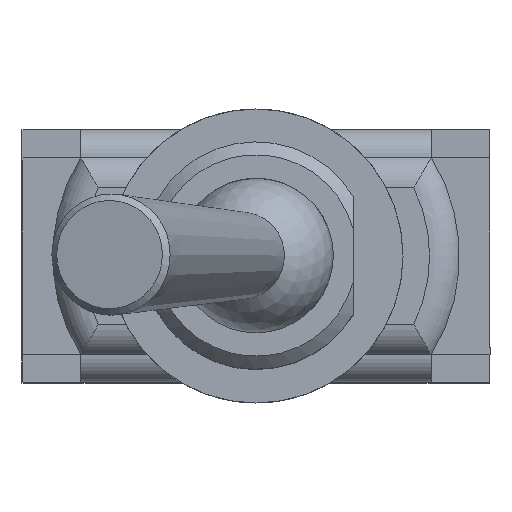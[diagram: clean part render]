
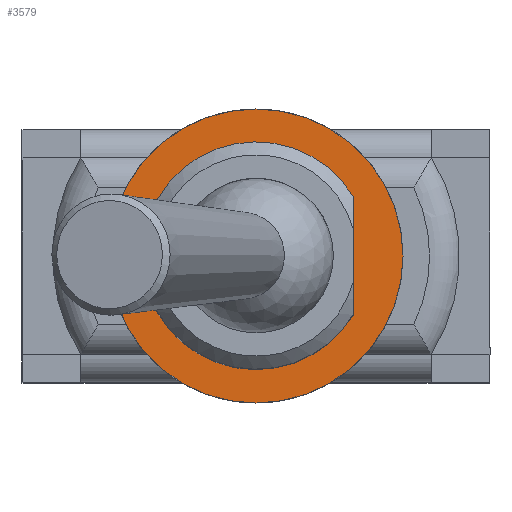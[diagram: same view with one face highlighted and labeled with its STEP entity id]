
A CAD part, top view. The second image highlights one B-rep face of the part: STEP entity #3579.
In plain terms, the highlighted planar face has unit normal (0, 0, 1).
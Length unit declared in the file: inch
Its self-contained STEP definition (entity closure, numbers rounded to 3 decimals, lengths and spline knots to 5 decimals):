
#77=FACE_BOUND('',#1367,.T.);
#212=PLANE('',#3867);
#515=LINE('',#5779,#900);
#900=VECTOR('',#4639,0.3937);
#1148=FACE_OUTER_BOUND('',#1366,.T.);
#1366=EDGE_LOOP('',(#2996));
#1367=EDGE_LOOP('',(#2997,#2998));
#1513=CIRCLE('',#3863,0.15709);
#1516=CIRCLE('',#3868,0.12146);
#1778=VERTEX_POINT('',#5769);
#1779=VERTEX_POINT('',#5776);
#1780=VERTEX_POINT('',#5777);
#2205=EDGE_CURVE('',#1778,#1778,#1513,.T.);
#2208=EDGE_CURVE('',#1779,#1780,#1516,.T.);
#2209=EDGE_CURVE('',#1780,#1779,#515,.T.);
#2996=ORIENTED_EDGE('',*,*,#2205,.T.);
#2997=ORIENTED_EDGE('',*,*,#2208,.T.);
#2998=ORIENTED_EDGE('',*,*,#2209,.T.);
#3579=ADVANCED_FACE('',(#1148,#77),#212,.T.);
#3863=AXIS2_PLACEMENT_3D('',#5771,#4627,#4628);
#3867=AXIS2_PLACEMENT_3D('',#5775,#4635,#4636);
#3868=AXIS2_PLACEMENT_3D('',#5778,#4637,#4638);
#4627=DIRECTION('center_axis',(0.,0.,
1.));
#4628=DIRECTION('ref_axis',(-1.,0.,0.));
#4635=DIRECTION('center_axis',(0.,0.,
1.));
#4636=DIRECTION('ref_axis',(-1.,0.,0.));
#4637=DIRECTION('center_axis',(0.,0.,
-1.));
#4638=DIRECTION('ref_axis',(-0.854,-0.52,0.));
#4639=DIRECTION('',(0.,-1.,0.));
#5769=CARTESIAN_POINT('',(0.15709,0.,0.41024));
#5771=CARTESIAN_POINT('Origin',(0.,0.,
0.41024));
#5775=CARTESIAN_POINT('Origin',(0.,0.,
0.41024));
#5776=CARTESIAN_POINT('',(0.10374,-0.06316,0.41024));
#5777=CARTESIAN_POINT('',(0.10374,0.06316,0.41024));
#5778=CARTESIAN_POINT('Origin',(0.,0.,
0.41024));
#5779=CARTESIAN_POINT('',(0.10374,0.06316,0.41024));
